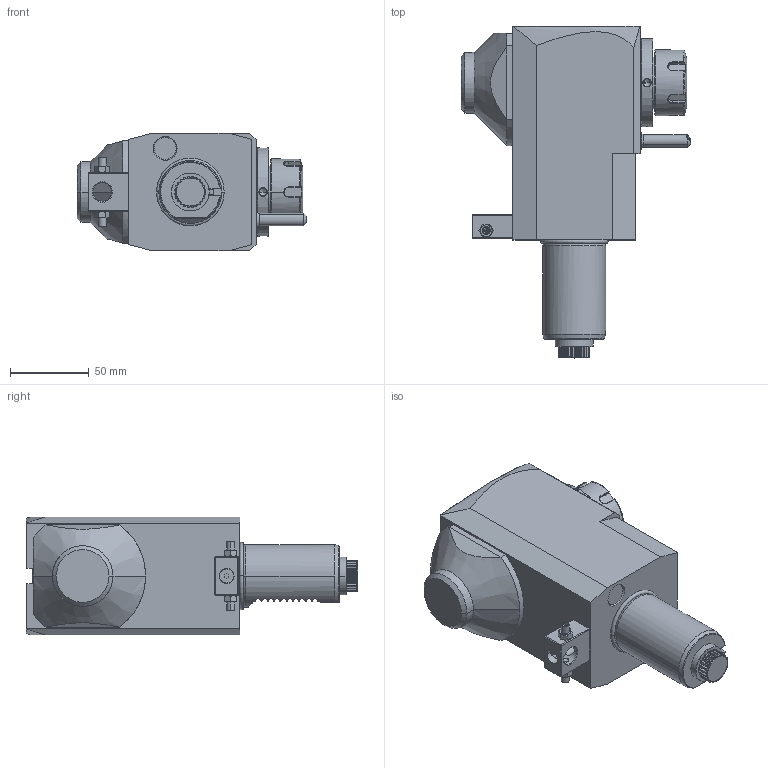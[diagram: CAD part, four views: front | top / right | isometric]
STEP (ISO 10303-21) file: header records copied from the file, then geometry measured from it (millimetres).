
FILE_DESCRIPTION((''),'2;1');
FILE_NAME('NGT1_40_231_25_3_1_100','2022-02-14T',('vali'),('NOVA GRUP'),'PRO/ENGINEER BY PARAMETRIC TECHNOLOGY CORPORATION, 2010280','PRO/ENGINEER BY PARAMETRIC TECHNOLOGY CORPORATION, 2010280','');
FILE_SCHEMA(('CONFIG_CONTROL_DESIGN'));
Length unit declared in the file: millimetre
Products named in the file (1): NGT1_40_231_25_3_1_100
Bounding box: 146.14 x 211 x 75 mm (x, y, z)
Volume: 1011846.8 mm3; surface area: 78016.5 mm2
Topology: 1 solids, 1 shells, 549 faces, 1468 edges, 925 vertices
Faces by surface type: plane 193, cylinder 183, cone 99, bspline 56, torus 14, extrusion 2, sphere 2
Entity records: 24214 total; most frequent: CARTESIAN_POINT 11419, ORIENTED_EDGE 2896, DIRECTION 2301, EDGE_CURVE 1448, VERTEX_POINT 925, AXIS2_PLACEMENT_3D 824, VECTOR 653, LINE 651
